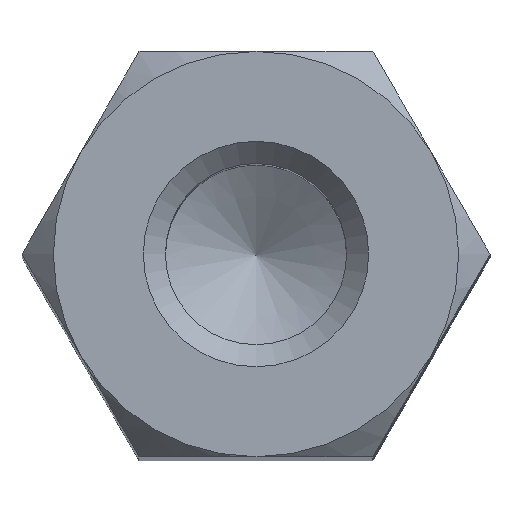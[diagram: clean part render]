
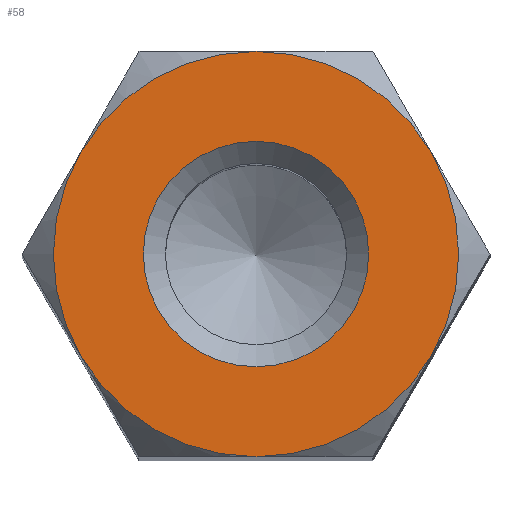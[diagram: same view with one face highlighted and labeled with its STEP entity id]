
A CAD part, top view. The second image highlights one B-rep face of the part: STEP entity #58.
In plain terms, the highlighted planar face has unit normal (0, 0, 1).
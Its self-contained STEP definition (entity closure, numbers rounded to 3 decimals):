
#58 = ADVANCED_FACE( '', ( #134, #135 ), #136, .T. );
#134 = FACE_BOUND( '', #235, .T. );
#135 = FACE_OUTER_BOUND( '', #236, .T. );
#136 = PLANE( '', #237 );
#235 = EDGE_LOOP( '', ( #342 ) );
#236 = EDGE_LOOP( '', ( #343, #344, #345, #346, #347, #348 ) );
#237 = AXIS2_PLACEMENT_3D( '', #349, #350, #351 );
#342 = ORIENTED_EDGE( '', *, *, #547, .T. );
#343 = ORIENTED_EDGE( '', *, *, #548, .F. );
#344 = ORIENTED_EDGE( '', *, *, #549, .F. );
#345 = ORIENTED_EDGE( '', *, *, #550, .F. );
#346 = ORIENTED_EDGE( '', *, *, #551, .T. );
#347 = ORIENTED_EDGE( '', *, *, #543, .F. );
#348 = ORIENTED_EDGE( '', *, *, #552, .F. );
#349 = CARTESIAN_POINT( '', ( 0., 0., 15. ) );
#350 = DIRECTION( '', ( 0., 0., 1. ) );
#351 = DIRECTION( '', ( 1., 0., 0. ) );
#543 = EDGE_CURVE( '', #629, #630, #631, .F. );
#547 = EDGE_CURVE( '', #636, #636, #637, .T. );
#548 = EDGE_CURVE( '', #638, #639, #640, .F. );
#549 = EDGE_CURVE( '', #641, #638, #642, .F. );
#550 = EDGE_CURVE( '', #643, #641, #644, .F. );
#551 = EDGE_CURVE( '', #643, #630, #645, .T. );
#552 = EDGE_CURVE( '', #639, #629, #646, .F. );
#629 = VERTEX_POINT( '', #765 );
#630 = VERTEX_POINT( '', #766 );
#631 = CIRCLE( '', #767, 2.75 );
#636 = VERTEX_POINT( '', #784 );
#637 = CIRCLE( '', #785, 1.53 );
#638 = VERTEX_POINT( '', #786 );
#639 = VERTEX_POINT( '', #787 );
#640 = CIRCLE( '', #788, 2.75 );
#641 = VERTEX_POINT( '', #789 );
#642 = CIRCLE( '', #790, 2.75 );
#643 = VERTEX_POINT( '', #791 );
#644 = CIRCLE( '', #792, 2.75 );
#645 = CIRCLE( '', #793, 2.75 );
#646 = CIRCLE( '', #794, 2.75 );
#765 = CARTESIAN_POINT( '', ( -2.382, -1.375, 15. ) );
#766 = CARTESIAN_POINT( '', ( -2.382, 1.375, 15. ) );
#767 = AXIS2_PLACEMENT_3D( '', #998, #999, #1000 );
#784 = CARTESIAN_POINT( '', ( 0., 1.53, 15. ) );
#785 = AXIS2_PLACEMENT_3D( '', #1001, #1002, #1003 );
#786 = CARTESIAN_POINT( '', ( 2.382, -1.375, 15. ) );
#787 = CARTESIAN_POINT( '', ( 0., -2.75, 15. ) );
#788 = AXIS2_PLACEMENT_3D( '', #1004, #1005, #1006 );
#789 = CARTESIAN_POINT( '', ( 2.382, 1.375, 15. ) );
#790 = AXIS2_PLACEMENT_3D( '', #1007, #1008, #1009 );
#791 = CARTESIAN_POINT( '', ( 0., 2.75, 15. ) );
#792 = AXIS2_PLACEMENT_3D( '', #1010, #1011, #1012 );
#793 = AXIS2_PLACEMENT_3D( '', #1013, #1014, #1015 );
#794 = AXIS2_PLACEMENT_3D( '', #1016, #1017, #1018 );
#998 = CARTESIAN_POINT( '', ( 0., 0., 15. ) );
#999 = DIRECTION( '', ( 0., 0., 1. ) );
#1000 = DIRECTION( '', ( 1., 0., 0. ) );
#1001 = CARTESIAN_POINT( '', ( 0., 0., 15. ) );
#1002 = DIRECTION( '', ( 0., 0., -1. ) );
#1003 = DIRECTION( '', ( 0., 1., 0. ) );
#1004 = CARTESIAN_POINT( '', ( 0., 0., 15. ) );
#1005 = DIRECTION( '', ( 0., 0., 1. ) );
#1006 = DIRECTION( '', ( 1., 0., 0. ) );
#1007 = CARTESIAN_POINT( '', ( 0., 0., 15. ) );
#1008 = DIRECTION( '', ( 0., 0., 1. ) );
#1009 = DIRECTION( '', ( 1., 0., 0. ) );
#1010 = CARTESIAN_POINT( '', ( 0., 0., 15. ) );
#1011 = DIRECTION( '', ( 0., 0., 1. ) );
#1012 = DIRECTION( '', ( 1., 0., 0. ) );
#1013 = CARTESIAN_POINT( '', ( 0., 0., 15. ) );
#1014 = DIRECTION( '', ( 0., 0., 1. ) );
#1015 = DIRECTION( '', ( 1., 0., 0. ) );
#1016 = CARTESIAN_POINT( '', ( 0., 0., 15. ) );
#1017 = DIRECTION( '', ( 0., 0., 1. ) );
#1018 = DIRECTION( '', ( 1., 0., 0. ) );
